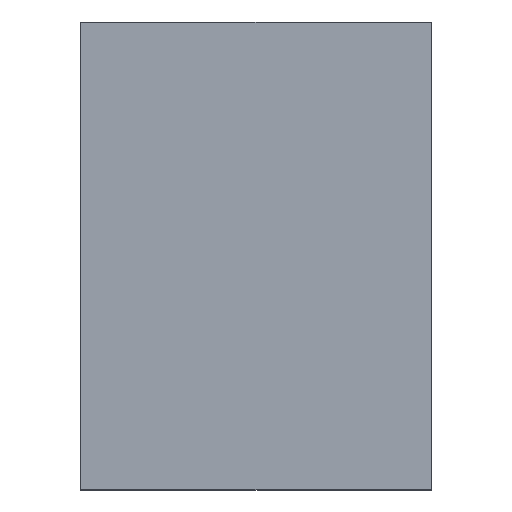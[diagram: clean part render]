
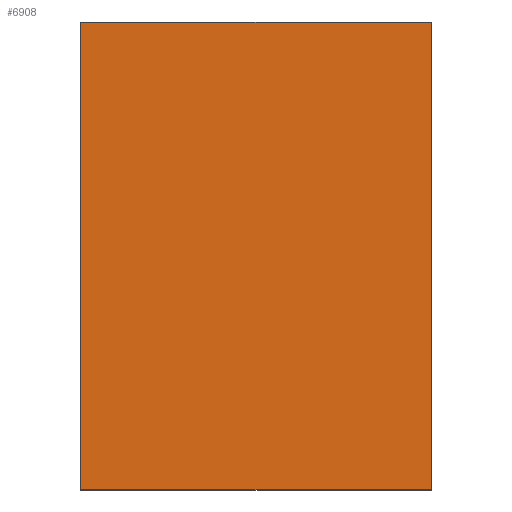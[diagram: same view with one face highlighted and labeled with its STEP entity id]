
A CAD part, top view. The second image highlights one B-rep face of the part: STEP entity #6908.
In plain terms, the highlighted planar face has unit normal (0, 0, 1).
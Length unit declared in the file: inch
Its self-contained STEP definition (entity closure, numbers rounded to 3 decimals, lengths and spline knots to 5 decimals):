
#137 = VECTOR ( 'NONE', #4343, 39.37008 ) ;
#280 = VECTOR ( 'NONE', #5967, 39.37008 ) ;
#296 = EDGE_CURVE ( 'NONE', #2758, #7464, #6199, .T. ) ;
#531 = VERTEX_POINT ( 'NONE', #1394 ) ;
#706 = ORIENTED_EDGE ( 'NONE', *, *, #7999, .T. ) ;
#866 = ORIENTED_EDGE ( 'NONE', *, *, #2849, .F. ) ;
#998 = EDGE_LOOP ( 'NONE', ( #6029, #866, #5892, #706 ) ) ;
#1394 = CARTESIAN_POINT ( 'NONE',  ( 0., 0., 0. ) ) ;
#2616 = DIRECTION ( 'NONE',  ( -1., 0., 0. ) ) ;
#2758 = VERTEX_POINT ( 'NONE', #4881 ) ;
#2849 = EDGE_CURVE ( 'NONE', #7464, #7806, #3067, .T. ) ;
#2985 = CARTESIAN_POINT ( 'NONE',  ( 1.5, 0., 0. ) ) ;
#3067 = LINE ( 'NONE', #8365, #280 ) ;
#3357 = CARTESIAN_POINT ( 'NONE',  ( 1.5, 2., 0. ) ) ;
#3538 = LINE ( 'NONE', #8268, #5884 ) ;
#3790 = FACE_OUTER_BOUND ( 'NONE', #998, .T. ) ;
#4101 = DIRECTION ( 'NONE',  ( 1., 0., 0. ) ) ;
#4343 = DIRECTION ( 'NONE',  ( 0., -1., 0. ) ) ;
#4881 = CARTESIAN_POINT ( 'NONE',  ( 0., 2., 0. ) ) ;
#5007 = CARTESIAN_POINT ( 'NONE',  ( 0., 2., 0. ) ) ;
#5303 = CARTESIAN_POINT ( 'NONE',  ( 0., 2., 0. ) ) ;
#5407 = DIRECTION ( 'NONE',  ( 1., 0., 0. ) ) ;
#5884 = VECTOR ( 'NONE', #5407, 39.37008 ) ;
#5892 = ORIENTED_EDGE ( 'NONE', *, *, #296, .F. ) ;
#5967 = DIRECTION ( 'NONE',  ( 0., -1., 0. ) ) ;
#6029 = ORIENTED_EDGE ( 'NONE', *, *, #7321, .T. ) ;
#6077 = CARTESIAN_POINT ( 'NONE',  ( 0., 2., 0. ) ) ;
#6199 = LINE ( 'NONE', #6077, #7577 ) ;
#6614 = DIRECTION ( 'NONE',  ( 0., 0., -1. ) ) ;
#6908 = ADVANCED_FACE ( 'NONE', ( #3790 ), #7178, .F. ) ;
#7178 = PLANE ( 'NONE',  #8392 ) ;
#7321 = EDGE_CURVE ( 'NONE', #531, #7806, #3538, .T. ) ;
#7464 = VERTEX_POINT ( 'NONE', #3357 ) ;
#7577 = VECTOR ( 'NONE', #4101, 39.37008 ) ;
#7806 = VERTEX_POINT ( 'NONE', #2985 ) ;
#7999 = EDGE_CURVE ( 'NONE', #2758, #531, #8460, .T. ) ;
#8268 = CARTESIAN_POINT ( 'NONE',  ( 0., 0., 0. ) ) ;
#8365 = CARTESIAN_POINT ( 'NONE',  ( 1.5, 2., 0. ) ) ;
#8392 = AXIS2_PLACEMENT_3D ( 'NONE', #5303, #6614, #2616 ) ;
#8460 = LINE ( 'NONE', #5007, #137 ) ;
